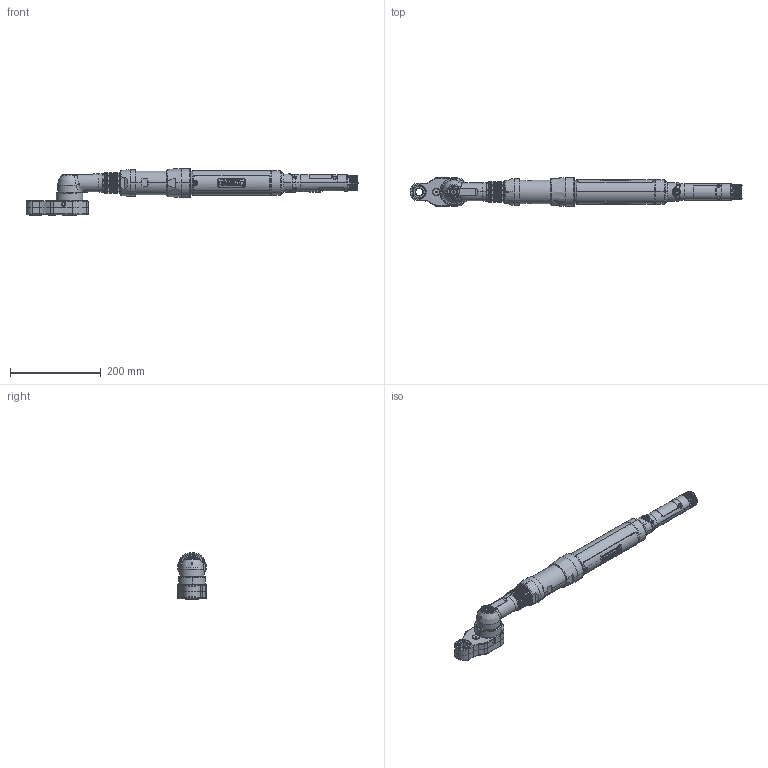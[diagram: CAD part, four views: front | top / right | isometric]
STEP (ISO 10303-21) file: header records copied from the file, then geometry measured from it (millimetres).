
FILE_DESCRIPTION((''),'2;1');
FILE_NAME('EB55LC364-150','2020-04-07T13:29:15',('CEG0317'),(''),'CREO PARAMETRIC BY PTC INC, 2017380','CREO PARAMETRIC BY PTC INC, 2017380','');
FILE_SCHEMA(('CONFIG_CONTROL_DESIGN'));
Products named in the file (1): EB55LC364-150
Bounding box: 732.13 x 63.5 x 103.19 mm (x, y, z)
Surface area: 262289.6 mm2 (no closed solid volume)
Topology: 0 solids, 269 shells, 1446 faces, 6397 edges, 5077 vertices
Faces by surface type: cylinder 598, plane 292, bspline 260, cone 137, torus 137, extrusion 20, sphere 2
Entity records: 101419 total; most frequent: CARTESIAN_POINT 55543, ORIENTED_EDGE 8560, DIRECTION 8182, EDGE_CURVE 6395, VERTEX_POINT 5077, AXIS2_PLACEMENT_3D 2933, B_SPLINE_CURVE_WITH_KNOTS 2352, VECTOR 2316
